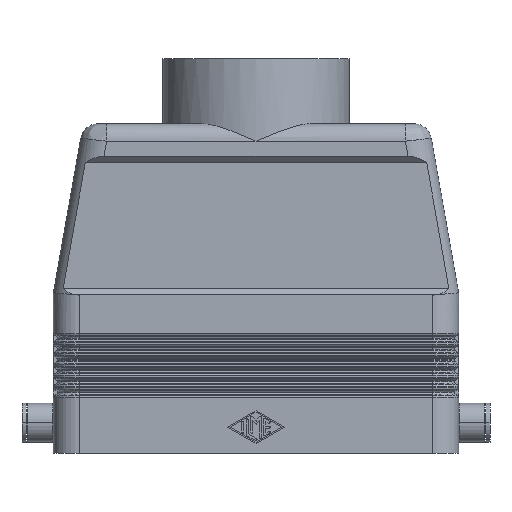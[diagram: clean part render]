
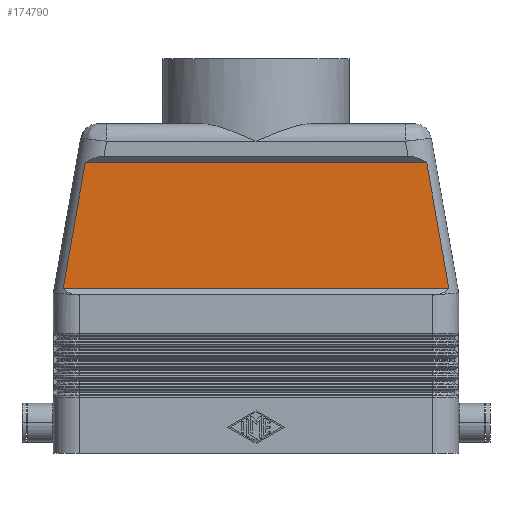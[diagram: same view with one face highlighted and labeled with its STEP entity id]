
A CAD part, front view. The second image highlights one B-rep face of the part: STEP entity #174790.
In plain terms, the highlighted planar face has unit normal (0, -1, 0).
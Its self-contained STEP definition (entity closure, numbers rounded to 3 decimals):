
#1510=CARTESIAN_POINT('',(-39.397,-20.,67.));
#1520=VERTEX_POINT('',#1510);
#1550=CARTESIAN_POINT('',(-44.723,-20.,36.795));
#1560=DIRECTION('',(0.174,0.,0.985));
#1570=VECTOR('',#1560,1.);
#1580=LINE('',#1550,#1570);
#1590=CARTESIAN_POINT('',(-44.511,-20.,38.));
#1600=VERTEX_POINT('',#1590);
#1610=EDGE_CURVE('',#1600,#1520,#1580,.T.);
#6360=CARTESIAN_POINT('',(44.511,-20.,38.));
#6370=VERTEX_POINT('',#6360);
#6400=CARTESIAN_POINT('',(38.394,-20.,72.689));
#6410=DIRECTION('',(0.174,0.,-0.985));
#6420=VECTOR('',#6410,1.);
#6430=LINE('',#6400,#6420);
#6440=CARTESIAN_POINT('',(39.397,-20.,67.));
#6450=VERTEX_POINT('',#6440);
#6460=EDGE_CURVE('',#6450,#6370,#6430,.T.);
#150980=CARTESIAN_POINT('',(0.,-20.,38.));
#150990=DIRECTION('',(-1.,-0.,-0.));
#151000=VECTOR('',#150990,1.);
#151010=LINE('',#150980,#151000);
#151020=EDGE_CURVE('',#6370,#1600,#151010,.T.);
#161880=CARTESIAN_POINT('',(0.,-20.,67.));
#161890=DIRECTION('',(1.,0.,-0.));
#161900=VECTOR('',#161890,1.);
#161910=LINE('',#161880,#161900);
#161920=EDGE_CURVE('',#1520,#6450,#161910,.T.);
#174680=CARTESIAN_POINT('',(-53.413,-20.,69.9));
#174690=DIRECTION('',(0.,-1.,0.));
#174700=DIRECTION('',(-1.,-0.,0.));
#174710=AXIS2_PLACEMENT_3D('',#174680,#174690,#174700);
#174720=PLANE('',#174710);
#174730=ORIENTED_EDGE('',*,*,#161920,.F.);
#174740=ORIENTED_EDGE('',*,*,#6460,.F.);
#174750=ORIENTED_EDGE('',*,*,#151020,.F.);
#174760=ORIENTED_EDGE('',*,*,#1610,.F.);
#174770=EDGE_LOOP('',(#174760,#174750,#174740,#174730));
#174780=FACE_OUTER_BOUND('',#174770,.T.);
#174790=ADVANCED_FACE('',(#174780),#174720,.T.);
